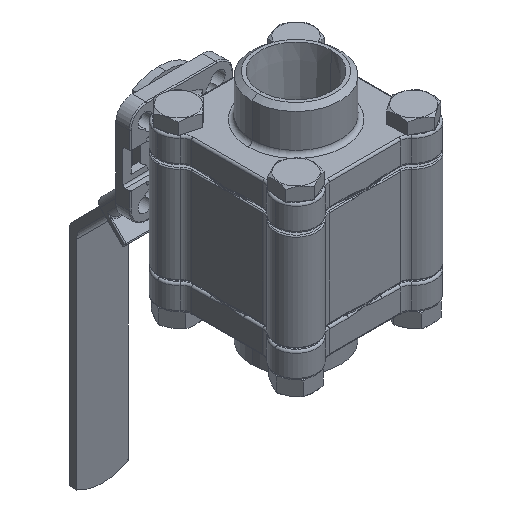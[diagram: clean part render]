
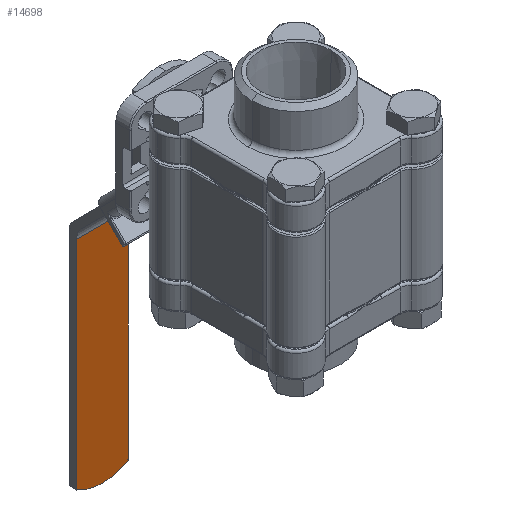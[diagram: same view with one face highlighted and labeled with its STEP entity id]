
A CAD part, isometric view. The second image highlights one B-rep face of the part: STEP entity #14698.
In plain terms, the highlighted planar face has unit normal (0, -1, 0).
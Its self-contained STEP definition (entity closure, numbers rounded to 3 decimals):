
#10222 = LINE ( 'NONE', #12370, #14384 ) ;
#10409 = CARTESIAN_POINT ( 'NONE',  ( 159.651, 29.1, 12.5 ) ) ;
#10410 = DIRECTION ( 'NONE',  ( 1., 0., 0. ) ) ;
#10411 = VECTOR ( 'NONE', #10410, 1000. ) ;
#10412 = CARTESIAN_POINT ( 'NONE',  ( 163., 29.1, 12.5 ) ) ;
#10413 = LINE ( 'NONE', #10412, #10411 ) ;
#10414 = CARTESIAN_POINT ( 'NONE',  ( 54.214, 29.1, 12.5 ) ) ;
#10466 = CARTESIAN_POINT ( 'NONE',  ( 159.651, 29.1, -12.5 ) ) ;
#10526 = CARTESIAN_POINT ( 'NONE',  ( 54.214, 29.1, -12.5 ) ) ;
#10650 = DIRECTION ( 'NONE',  ( -1., 0., 0. ) ) ;
#10651 = DIRECTION ( 'NONE',  ( 0., -1., 0. ) ) ;
#10652 = CARTESIAN_POINT ( 'NONE',  ( 138., 29.1, 0. ) ) ;
#10653 = AXIS2_PLACEMENT_3D ( 'NONE', #10652, #10651, #10650 ) ;
#10654 = CIRCLE ( 'NONE', #10653, 25. ) ;
#10655 = DIRECTION ( 'NONE',  ( 0., 0., -1. ) ) ;
#10656 = VECTOR ( 'NONE', #10655, 1000. ) ;
#10657 = CARTESIAN_POINT ( 'NONE',  ( 54.214, 29.1, 12.5 ) ) ;
#10658 = LINE ( 'NONE', #10657, #10656 ) ;
#10689 = DIRECTION ( 'NONE',  ( -1., 0., 0. ) ) ;
#10690 = DIRECTION ( 'NONE',  ( 0., 1., 0. ) ) ;
#10691 = CARTESIAN_POINT ( 'NONE',  ( 163., 29.1, 12.5 ) ) ;
#10692 = AXIS2_PLACEMENT_3D ( 'NONE', #10691, #10690, #10689 ) ;
#10694 = PLANE ( 'NONE',  #10692 ) ;
#10695 = FACE_OUTER_BOUND ( 'NONE', #14682, .T. ) ;
#12370 = CARTESIAN_POINT ( 'NONE',  ( 163., 29.1, -12.5 ) ) ;
#14381 = DIRECTION ( 'NONE',  ( 1., 0., 0. ) ) ;
#14384 = VECTOR ( 'NONE', #14381, 1000. ) ;
#14545 = VERTEX_POINT ( 'NONE', #10414 ) ;
#14547 = EDGE_CURVE ( 'NONE', #14545, #14548, #10413, .T. ) ;
#14548 = VERTEX_POINT ( 'NONE', #10409 ) ;
#14587 = VERTEX_POINT ( 'NONE', #10466 ) ;
#14589 = EDGE_CURVE ( 'NONE', #14590, #14587, #10222, .T. ) ;
#14590 = VERTEX_POINT ( 'NONE', #10526 ) ;
#14682 = EDGE_LOOP ( 'NONE', ( #14686, #14687, #14689, #14690 ) ) ;
#14685 = EDGE_CURVE ( 'NONE', #14545, #14590, #10658, .T. ) ;
#14686 = ORIENTED_EDGE ( 'NONE', *, *, #14589, .T. ) ;
#14687 = ORIENTED_EDGE ( 'NONE', *, *, #14688, .T. ) ;
#14688 = EDGE_CURVE ( 'NONE', #14587, #14548, #10654, .T. ) ;
#14689 = ORIENTED_EDGE ( 'NONE', *, *, #14547, .F. ) ;
#14690 = ORIENTED_EDGE ( 'NONE', *, *, #14685, .T. ) ;
#14698 = ADVANCED_FACE ( 'NONE', ( #10695 ), #10694, .F. ) ;
